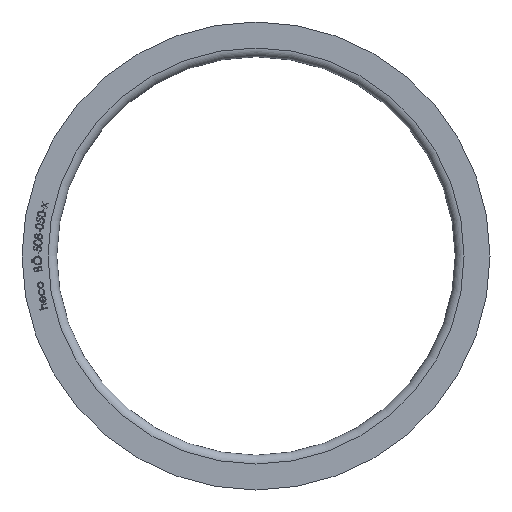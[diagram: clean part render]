
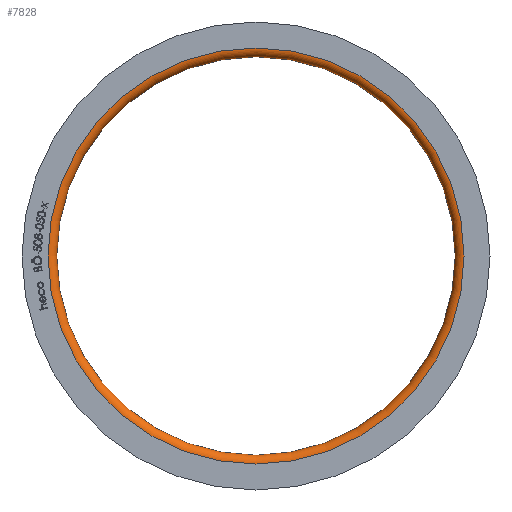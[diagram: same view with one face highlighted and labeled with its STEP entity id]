
A CAD part, left-side view. The second image highlights one B-rep face of the part: STEP entity #7828.
In plain terms, the highlighted toroidal (fillet/blend) face has major radius 260 mm and minor radius 11 mm.
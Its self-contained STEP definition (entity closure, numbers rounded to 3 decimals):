
#385 = EDGE_CURVE ( 'NONE', #12710, #12710, #1543, .T. ) ;
#818 = EDGE_LOOP ( 'NONE', ( #6442 ) ) ;
#1543 = CIRCLE ( 'NONE', #15678, 249. ) ;
#2511 = CARTESIAN_POINT ( 'NONE',  ( 11., 0., 0. ) ) ;
#2570 = CIRCLE ( 'NONE', #9497, 260. ) ;
#3764 = EDGE_CURVE ( 'NONE', #4989, #4989, #2570, .T. ) ;
#3785 = DIRECTION ( 'NONE',  ( 0., 0., 1. ) ) ;
#4414 = CARTESIAN_POINT ( 'NONE',  ( 11., 0., 0. ) ) ;
#4989 = VERTEX_POINT ( 'NONE', #15153 ) ;
#5022 = EDGE_LOOP ( 'NONE', ( #9406 ) ) ;
#5181 = DIRECTION ( 'NONE',  ( -1., 0., 0. ) ) ;
#5352 = CARTESIAN_POINT ( 'NONE',  ( 0., 0., 0. ) ) ;
#6020 = AXIS2_PLACEMENT_3D ( 'NONE', #2511, #15124, #3785 ) ;
#6201 = CARTESIAN_POINT ( 'NONE',  ( 11., 0., 249. ) ) ;
#6442 = ORIENTED_EDGE ( 'NONE', *, *, #385, .F. ) ;
#6476 = DIRECTION ( 'NONE',  ( 0., 0., 1. ) ) ;
#7828 = ADVANCED_FACE ( 'NONE', ( #12276, #10624 ), #11095, .T. ) ;
#7969 = DIRECTION ( 'NONE',  ( 0., 0., 1. ) ) ;
#9406 = ORIENTED_EDGE ( 'NONE', *, *, #3764, .T. ) ;
#9497 = AXIS2_PLACEMENT_3D ( 'NONE', #5352, #5181, #6476 ) ;
#10624 = FACE_OUTER_BOUND ( 'NONE', #5022, .T. ) ;
#11095 = TOROIDAL_SURFACE ( 'NONE', #6020, 260., 11. ) ;
#12276 = FACE_OUTER_BOUND ( 'NONE', #818, .T. ) ;
#12710 = VERTEX_POINT ( 'NONE', #6201 ) ;
#14584 = DIRECTION ( 'NONE',  ( -1., 0., 0. ) ) ;
#15124 = DIRECTION ( 'NONE',  ( -1., 0., 0. ) ) ;
#15153 = CARTESIAN_POINT ( 'NONE',  ( 0., 0., 260. ) ) ;
#15678 = AXIS2_PLACEMENT_3D ( 'NONE', #4414, #14584, #7969 ) ;
